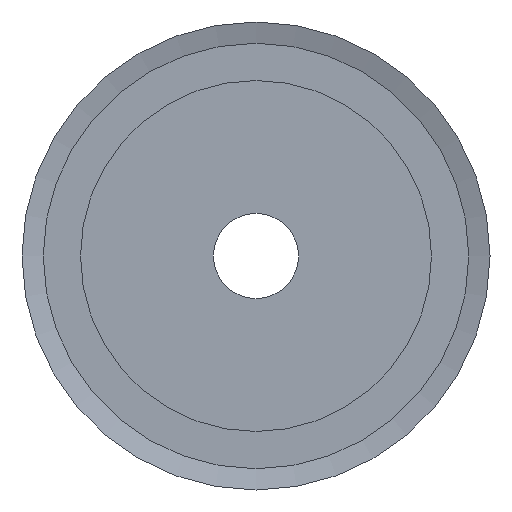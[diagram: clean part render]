
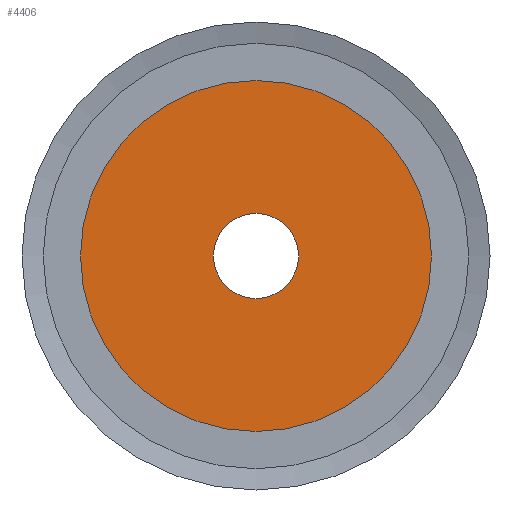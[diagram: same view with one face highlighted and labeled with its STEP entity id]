
A CAD part, left-side view. The second image highlights one B-rep face of the part: STEP entity #4406.
In plain terms, the highlighted planar face has unit normal (-1, 0, 0).
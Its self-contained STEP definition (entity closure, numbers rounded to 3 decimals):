
#1425=VERTEX_POINT('',#7560);
#1426=VERTEX_POINT('',#7562);
#1751=CIRCLE('',#4971,16.5);
#1752=CIRCLE('',#4972,4.);
#2231=EDGE_CURVE('',#1425,#1425,#1751,.T.);
#2232=EDGE_CURVE('',#1426,#1426,#1752,.T.);
#2958=ORIENTED_EDGE('',*,*,#2231,.F.);
#2959=ORIENTED_EDGE('',*,*,#2232,.T.);
#3908=EDGE_LOOP('',(#2958));
#3909=EDGE_LOOP('',(#2959));
#4159=FACE_BOUND('',#3908,.T.);
#4160=FACE_BOUND('',#3909,.T.);
#4406=ADVANCED_FACE('',(#4159,#4160),#8049,.F.);
#4970=AXIS2_PLACEMENT_3D('',#7558,#5978,$);
#4971=AXIS2_PLACEMENT_3D('',#7559,#5979,#5980);
#4972=AXIS2_PLACEMENT_3D('',#7561,#5981,#5982);
#5978=DIRECTION('',(1.,0.,0.));
#5979=DIRECTION('',(1.,0.,0.));
#5980=DIRECTION('',(0.,0.,-16.5));
#5981=DIRECTION('',(1.,0.,0.));
#5982=DIRECTION('',(0.,0.,-4.));
#7558=CARTESIAN_POINT('',(0.,0.,0.));
#7559=CARTESIAN_POINT('',(0.,0.,0.));
#7560=CARTESIAN_POINT('',(0.,0.,-16.5));
#7561=CARTESIAN_POINT('',(0.,0.,0.));
#7562=CARTESIAN_POINT('',(0.,0.,-4.));
#8049=PLANE('',#4970);
